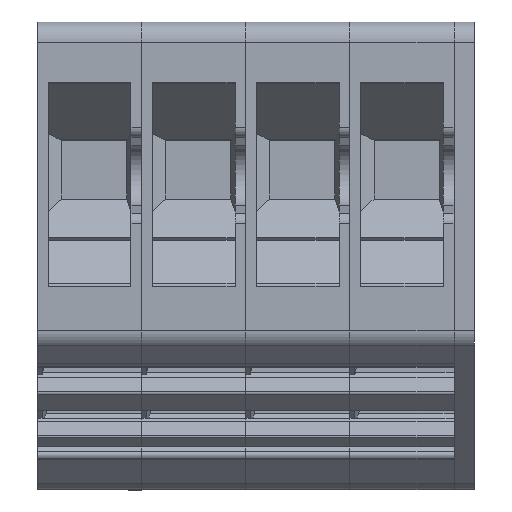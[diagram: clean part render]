
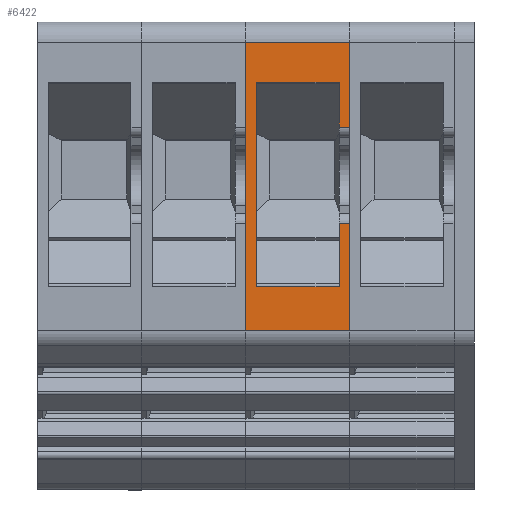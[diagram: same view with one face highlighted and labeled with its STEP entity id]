
A CAD part, top view. The second image highlights one B-rep face of the part: STEP entity #6422.
In plain terms, the highlighted planar face has unit normal (0, 0, 1).
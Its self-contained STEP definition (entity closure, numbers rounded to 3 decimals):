
#6389=AXIS2_PLACEMENT_3D('Plane Axis2P3D',#6386,#6387,#6388) ;
#1061=CARTESIAN_POINT('Vertex',(10.2,7.764,41.)) ;
#1064=CARTESIAN_POINT('Line Origine',(10.2,14.832,41.)) ;
#1068=CARTESIAN_POINT('Vertex',(10.2,21.9,41.)) ;
#3350=CARTESIAN_POINT('Vertex',(14.775,9.919,41.)) ;
#3353=CARTESIAN_POINT('Line Origine',(14.775,11.483,41.)) ;
#3357=CARTESIAN_POINT('Vertex',(14.775,13.047,41.)) ;
#3383=CARTESIAN_POINT('Vertex',(14.775,17.753,41.)) ;
#3386=CARTESIAN_POINT('Line Origine',(14.775,18.848,41.)) ;
#3390=CARTESIAN_POINT('Vertex',(14.775,19.943,41.)) ;
#3516=CARTESIAN_POINT('Vertex',(10.725,9.919,41.)) ;
#3519=CARTESIAN_POINT('Line Origine',(12.75,9.919,41.)) ;
#3536=CARTESIAN_POINT('Line Origine',(12.75,19.943,41.)) ;
#3540=CARTESIAN_POINT('Vertex',(10.725,19.943,41.)) ;
#3702=CARTESIAN_POINT('Line Origine',(10.725,14.931,41.)) ;
#5380=CARTESIAN_POINT('Vertex',(15.3,13.047,41.)) ;
#5383=CARTESIAN_POINT('Line Origine',(12.75,13.047,41.)) ;
#5452=CARTESIAN_POINT('Vertex',(15.3,17.753,41.)) ;
#5455=CARTESIAN_POINT('Line Origine',(12.75,17.753,41.)) ;
#6367=CARTESIAN_POINT('Line Origine',(12.75,7.764,41.)) ;
#6371=CARTESIAN_POINT('Vertex',(15.3,7.764,41.)) ;
#6386=CARTESIAN_POINT('Axis2P3D Location',(13.1,7.764,41.)) ;
#6391=CARTESIAN_POINT('Line Origine',(15.3,19.826,41.)) ;
#6395=CARTESIAN_POINT('Vertex',(15.3,21.9,41.)) ;
#6398=CARTESIAN_POINT('Line Origine',(12.75,21.9,41.)) ;
#6403=CARTESIAN_POINT('Line Origine',(15.3,10.406,41.)) ;
#1065=DIRECTION('Vector Direction',(0.,1.,0.)) ;
#3354=DIRECTION('Vector Direction',(0.,1.,0.)) ;
#3387=DIRECTION('Vector Direction',(0.,1.,0.)) ;
#3520=DIRECTION('Vector Direction',(-1.,0.,0.)) ;
#3537=DIRECTION('Vector Direction',(-1.,0.,0.)) ;
#3703=DIRECTION('Vector Direction',(0.,1.,0.)) ;
#5384=DIRECTION('Vector Direction',(1.,0.,0.)) ;
#5456=DIRECTION('Vector Direction',(1.,0.,0.)) ;
#6368=DIRECTION('Vector Direction',(1.,0.,0.)) ;
#6387=DIRECTION('Axis2P3D Direction',(0.,0.,-1.)) ;
#6388=DIRECTION('Axis2P3D XDirection',(0.,1.,0.)) ;
#6392=DIRECTION('Vector Direction',(0.,1.,0.)) ;
#6399=DIRECTION('Vector Direction',(1.,0.,0.)) ;
#6404=DIRECTION('Vector Direction',(0.,1.,0.)) ;
#1066=VECTOR('Line Direction',#1065,1.) ;
#3355=VECTOR('Line Direction',#3354,1.) ;
#3388=VECTOR('Line Direction',#3387,1.) ;
#3521=VECTOR('Line Direction',#3520,1.) ;
#3538=VECTOR('Line Direction',#3537,1.) ;
#3704=VECTOR('Line Direction',#3703,1.) ;
#5385=VECTOR('Line Direction',#5384,1.) ;
#5457=VECTOR('Line Direction',#5456,1.) ;
#6369=VECTOR('Line Direction',#6368,1.) ;
#6393=VECTOR('Line Direction',#6392,1.) ;
#6400=VECTOR('Line Direction',#6399,1.) ;
#6405=VECTOR('Line Direction',#6404,1.) ;
#6409=ORIENTED_EDGE('',*,*,#5459,.T.) ;
#6410=ORIENTED_EDGE('',*,*,#6397,.F.) ;
#6411=ORIENTED_EDGE('',*,*,#6402,.F.) ;
#6412=ORIENTED_EDGE('',*,*,#1070,.T.) ;
#6413=ORIENTED_EDGE('',*,*,#6373,.T.) ;
#6414=ORIENTED_EDGE('',*,*,#6407,.F.) ;
#6415=ORIENTED_EDGE('',*,*,#5387,.F.) ;
#6416=ORIENTED_EDGE('',*,*,#3359,.F.) ;
#6417=ORIENTED_EDGE('',*,*,#3523,.T.) ;
#6418=ORIENTED_EDGE('',*,*,#3706,.T.) ;
#6419=ORIENTED_EDGE('',*,*,#3542,.F.) ;
#6420=ORIENTED_EDGE('',*,*,#3392,.F.) ;
#6422=ADVANCED_FACE('Product1_AllCATPart.1\\WP2.5 1AN ZA_AllCATPart.1\\GH WP2.5/1AN ZA.1\\Koerper.2',(#6421),#6390,.F.) ;
#1070=EDGE_CURVE('',#1069,#1062,#1067,.F.) ;
#3359=EDGE_CURVE('',#3351,#3358,#3356,.T.) ;
#3392=EDGE_CURVE('',#3384,#3391,#3389,.T.) ;
#3523=EDGE_CURVE('',#3351,#3517,#3522,.T.) ;
#3542=EDGE_CURVE('',#3391,#3541,#3539,.T.) ;
#3706=EDGE_CURVE('',#3517,#3541,#3705,.T.) ;
#5387=EDGE_CURVE('',#3358,#5381,#5386,.T.) ;
#5459=EDGE_CURVE('',#3384,#5453,#5458,.T.) ;
#6373=EDGE_CURVE('',#1062,#6372,#6370,.T.) ;
#6397=EDGE_CURVE('',#6396,#5453,#6394,.F.) ;
#6402=EDGE_CURVE('',#1069,#6396,#6401,.T.) ;
#6407=EDGE_CURVE('',#5381,#6372,#6406,.F.) ;
#6408=EDGE_LOOP('',(#6409,#6410,#6411,#6412,#6413,#6414,#6415,#6416,#6417,#6418,#6419,#6420)) ;
#6421=FACE_OUTER_BOUND('',#6408,.T.) ;
#1067=LINE('Line',#1064,#1066) ;
#3356=LINE('Line',#3353,#3355) ;
#3389=LINE('Line',#3386,#3388) ;
#3522=LINE('Line',#3519,#3521) ;
#3539=LINE('Line',#3536,#3538) ;
#3705=LINE('Line',#3702,#3704) ;
#5386=LINE('Line',#5383,#5385) ;
#5458=LINE('Line',#5455,#5457) ;
#6370=LINE('Line',#6367,#6369) ;
#6394=LINE('Line',#6391,#6393) ;
#6401=LINE('Line',#6398,#6400) ;
#6406=LINE('Line',#6403,#6405) ;
#6390=PLANE('',#6389) ;
#1062=VERTEX_POINT('',#1061) ;
#1069=VERTEX_POINT('',#1068) ;
#3351=VERTEX_POINT('',#3350) ;
#3358=VERTEX_POINT('',#3357) ;
#3384=VERTEX_POINT('',#3383) ;
#3391=VERTEX_POINT('',#3390) ;
#3517=VERTEX_POINT('',#3516) ;
#3541=VERTEX_POINT('',#3540) ;
#5381=VERTEX_POINT('',#5380) ;
#5453=VERTEX_POINT('',#5452) ;
#6372=VERTEX_POINT('',#6371) ;
#6396=VERTEX_POINT('',#6395) ;
